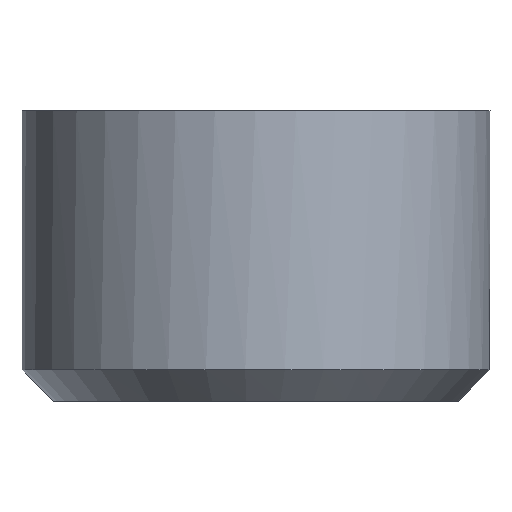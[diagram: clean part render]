
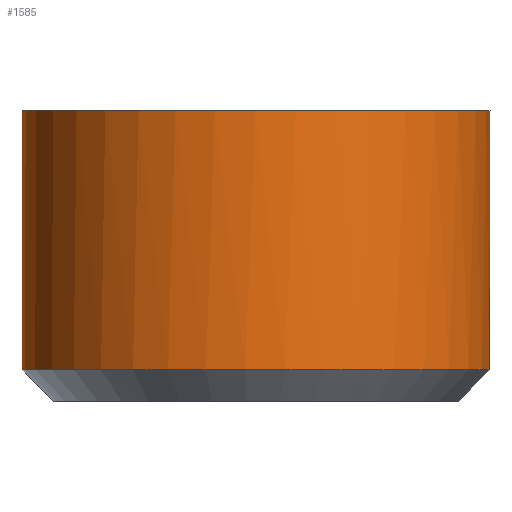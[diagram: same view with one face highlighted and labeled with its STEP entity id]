
A CAD part, front view. The second image highlights one B-rep face of the part: STEP entity #1585.
In plain terms, the highlighted cylindrical face has radius 75 mm (diameter 150 mm), a partial arc.
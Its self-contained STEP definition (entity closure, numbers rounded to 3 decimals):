
#49=CYLINDRICAL_SURFACE('',#1722,75.);
#117=CIRCLE('',#1667,75.);
#122=CIRCLE('',#1684,75.);
#255=FACE_OUTER_BOUND('',#357,.T.);
#357=EDGE_LOOP('',(#1255,#1256,#1257,#1258,#1259,#1260));
#459=LINE('',#2418,#568);
#499=LINE('',#2891,#608);
#500=LINE('',#2895,#609);
#568=VECTOR('',#1919,10.);
#608=VECTOR('',#2049,10.);
#609=VECTOR('',#2056,10.);
#640=ELLIPSE('',#1657,373.652,75.);
#641=VERTEX_POINT('',#2333);
#642=VERTEX_POINT('',#2334);
#663=VERTEX_POINT('',#2390);
#664=VERTEX_POINT('',#2392);
#689=VERTEX_POINT('',#2467);
#690=VERTEX_POINT('',#2471);
#796=EDGE_CURVE('',#641,#642,#640,.T.);
#824=EDGE_CURVE('',#664,#663,#117,.T.);
#838=EDGE_CURVE('',#642,#664,#459,.T.);
#866=EDGE_CURVE('',#690,#689,#122,.T.);
#917=EDGE_CURVE('',#689,#663,#499,.T.);
#918=EDGE_CURVE('',#690,#641,#500,.T.);
#1255=ORIENTED_EDGE('',*,*,#796,.T.);
#1256=ORIENTED_EDGE('',*,*,#838,.T.);
#1257=ORIENTED_EDGE('',*,*,#824,.T.);
#1258=ORIENTED_EDGE('',*,*,#917,.F.);
#1259=ORIENTED_EDGE('',*,*,#866,.F.);
#1260=ORIENTED_EDGE('',*,*,#918,.T.);
#1585=ADVANCED_FACE('',(#255),#49,.T.);
#1657=AXIS2_PLACEMENT_3D('',#2335,#1848,#1849);
#1667=AXIS2_PLACEMENT_3D('',#2393,#1894,#1895);
#1684=AXIS2_PLACEMENT_3D('',#2476,#1964,#1965);
#1722=AXIS2_PLACEMENT_3D('',#2896,#2057,#2058);
#1848=DIRECTION('center_axis',(0.98,0.,-0.201));
#1849=DIRECTION('ref_axis',(0.201,0.,0.98));
#1894=DIRECTION('center_axis',(0.,0.,-1.));
#1895=DIRECTION('ref_axis',(1.,0.,0.));
#1919=DIRECTION('',(0.,0.,1.));
#1964=DIRECTION('center_axis',(0.,0.,-1.));
#1965=DIRECTION('ref_axis',(1.,0.,0.));
#2049=DIRECTION('',(0.,0.,1.));
#2056=DIRECTION('',(0.,0.,1.));
#2057=DIRECTION('center_axis',(0.,0.,1.));
#2058=DIRECTION('ref_axis',(1.,0.,0.));
#2333=CARTESIAN_POINT('',(62.472,41.5,41.5));
#2334=CARTESIAN_POINT('',(65.238,37.,55.));
#2335=CARTESIAN_POINT('Origin',(0.,0.,-263.403));
#2390=CARTESIAN_POINT('',(-75.,0.,93.));
#2392=CARTESIAN_POINT('',(65.238,37.,93.));
#2393=CARTESIAN_POINT('Origin',(0.,0.,93.));
#2418=CARTESIAN_POINT('',(65.238,37.,0.));
#2467=CARTESIAN_POINT('',(-75.,0.,10.));
#2471=CARTESIAN_POINT('',(62.472,41.5,10.));
#2476=CARTESIAN_POINT('Origin',(0.,0.,10.));
#2891=CARTESIAN_POINT('',(-75.,0.,0.));
#2895=CARTESIAN_POINT('',(62.472,41.5,0.));
#2896=CARTESIAN_POINT('Origin',(0.,0.,0.));
